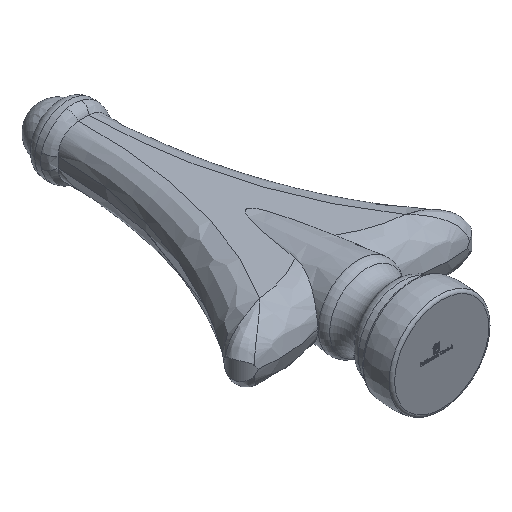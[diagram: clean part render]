
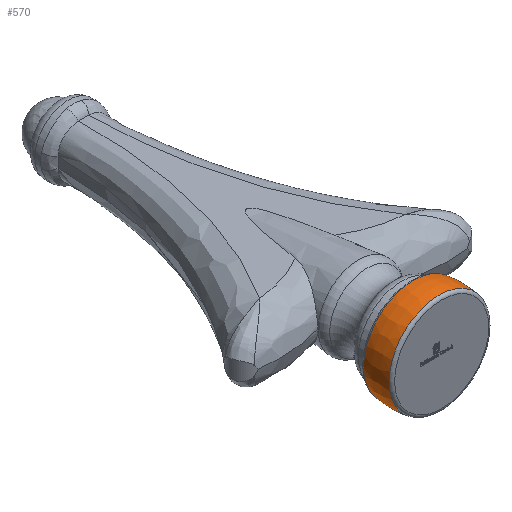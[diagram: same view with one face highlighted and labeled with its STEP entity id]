
A CAD part, isometric view. The second image highlights one B-rep face of the part: STEP entity #570.
In plain terms, the highlighted toroidal (fillet/blend) face has major radius 5 mm and minor radius 15 mm.
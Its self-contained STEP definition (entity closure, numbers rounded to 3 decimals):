
#169 = AXIS2_PLACEMENT_3D ( 'NONE', #5883, #8047, #1574 ) ;
#509 = AXIS2_PLACEMENT_3D ( 'NONE', #5155, #658, #761 ) ;
#570 = ADVANCED_FACE ( 'NONE', ( #7541, #3924 ), #3220, .T. ) ;
#658 = DIRECTION ( 'NONE',  ( 0., 1., 0. ) ) ;
#761 = DIRECTION ( 'NONE',  ( 0., 0., 1. ) ) ;
#1194 = CIRCLE ( 'NONE', #3080, 9.79 ) ;
#1574 = DIRECTION ( 'NONE',  ( 0., 0., 1. ) ) ;
#2121 = VERTEX_POINT ( 'NONE', #9584 ) ;
#2479 = EDGE_LOOP ( 'NONE', ( #4649 ) ) ;
#3080 = AXIS2_PLACEMENT_3D ( 'NONE', #5449, #12101, #5806 ) ;
#3220 = TOROIDAL_SURFACE ( 'NONE', #509, -5., 15. ) ;
#3885 = CARTESIAN_POINT ( 'NONE',  ( 0., 0.5, 9.79 ) ) ;
#3924 = FACE_OUTER_BOUND ( 'NONE', #2479, .T. ) ;
#4649 = ORIENTED_EDGE ( 'NONE', *, *, #12189, .T. ) ;
#5155 = CARTESIAN_POINT ( 'NONE',  ( 0., 3., 0. ) ) ;
#5449 = CARTESIAN_POINT ( 'NONE',  ( 0., 5.5, 0. ) ) ;
#5806 = DIRECTION ( 'NONE',  ( 0., 0., -1. ) ) ;
#5883 = CARTESIAN_POINT ( 'NONE',  ( 0., 0.5, 0. ) ) ;
#7039 = EDGE_LOOP ( 'NONE', ( #8751 ) ) ;
#7541 = FACE_OUTER_BOUND ( 'NONE', #7039, .T. ) ;
#7790 = VERTEX_POINT ( 'NONE', #3885 ) ;
#8047 = DIRECTION ( 'NONE',  ( 0., 1., 0. ) ) ;
#8327 = EDGE_CURVE ( 'NONE', #2121, #2121, #1194, .T. ) ;
#8751 = ORIENTED_EDGE ( 'NONE', *, *, #8327, .T. ) ;
#9584 = CARTESIAN_POINT ( 'NONE',  ( 0., 5.5, -9.79 ) ) ;
#10300 = CIRCLE ( 'NONE', #169, 9.79 ) ;
#12101 = DIRECTION ( 'NONE',  ( 0., -1., 0. ) ) ;
#12189 = EDGE_CURVE ( 'NONE', #7790, #7790, #10300, .T. ) ;
